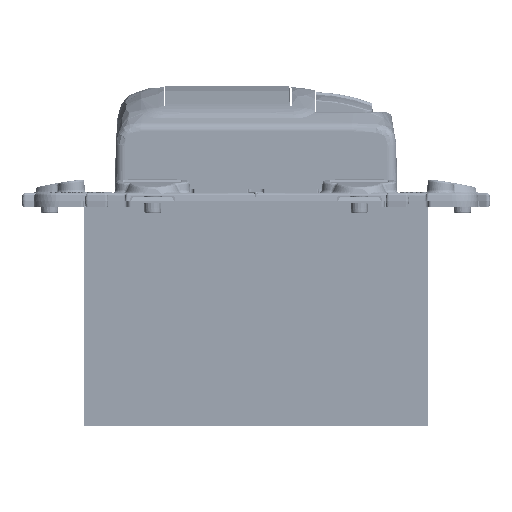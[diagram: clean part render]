
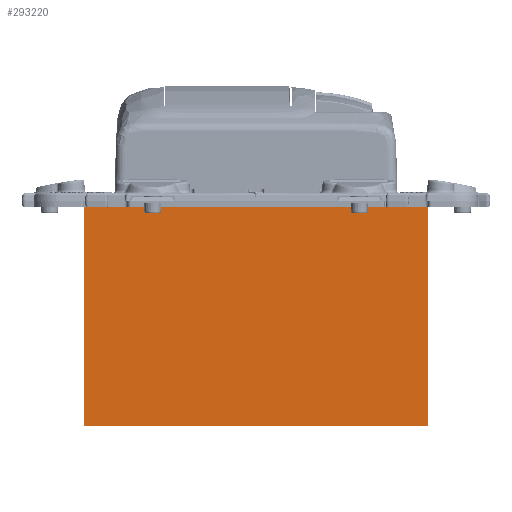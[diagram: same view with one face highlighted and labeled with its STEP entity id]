
A CAD part, left-side view. The second image highlights one B-rep face of the part: STEP entity #293220.
In plain terms, the highlighted planar face has unit normal (-1, 0, 0).
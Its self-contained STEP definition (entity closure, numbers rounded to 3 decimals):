
#293198=AXIS2_PLACEMENT_3D('Plane Axis2P3D',#293195,#293196,#293197) ;
#10006=CARTESIAN_POINT('Vertex',(-27.5,9.38,0.)) ;
#10027=CARTESIAN_POINT('Vertex',(-27.5,4.117,0.)) ;
#12003=CARTESIAN_POINT('Vertex',(-27.5,27.5,0.)) ;
#12006=CARTESIAN_POINT('Line Origine',(-27.5,18.44,0.)) ;
#12011=CARTESIAN_POINT('Line Origine',(-27.5,-11.692,0.)) ;
#12015=CARTESIAN_POINT('Vertex',(-27.5,-27.5,0.)) ;
#129043=CARTESIAN_POINT('Line Origine',(-27.5,6.749,0.)) ;
#293168=CARTESIAN_POINT('Vertex',(-27.5,27.5,-35.)) ;
#293171=CARTESIAN_POINT('Line Origine',(-27.5,27.5,-17.5)) ;
#293195=CARTESIAN_POINT('Axis2P3D Location',(-27.5,-27.5,0.)) ;
#293200=CARTESIAN_POINT('Line Origine',(-27.5,0.,-35.)) ;
#293204=CARTESIAN_POINT('Vertex',(-27.5,-27.5,-35.)) ;
#293207=CARTESIAN_POINT('Line Origine',(-27.5,-27.5,-17.5)) ;
#12007=DIRECTION('Vector Direction',(0.,1.,0.)) ;
#12012=DIRECTION('Vector Direction',(0.,1.,0.)) ;
#129044=DIRECTION('Vector Direction',(0.,1.,0.)) ;
#293172=DIRECTION('Vector Direction',(0.,0.,-1.)) ;
#293196=DIRECTION('Axis2P3D Direction',(-1.,0.,0.)) ;
#293197=DIRECTION('Axis2P3D XDirection',(0.,1.,0.)) ;
#293201=DIRECTION('Vector Direction',(0.,1.,0.)) ;
#293208=DIRECTION('Vector Direction',(0.,0.,-1.)) ;
#12008=VECTOR('Line Direction',#12007,1.) ;
#12013=VECTOR('Line Direction',#12012,1.) ;
#129045=VECTOR('Line Direction',#129044,1.) ;
#293173=VECTOR('Line Direction',#293172,1.) ;
#293202=VECTOR('Line Direction',#293201,1.) ;
#293209=VECTOR('Line Direction',#293208,1.) ;
#293213=ORIENTED_EDGE('',*,*,#293206,.T.) ;
#293214=ORIENTED_EDGE('',*,*,#293211,.F.) ;
#293215=ORIENTED_EDGE('',*,*,#12017,.F.) ;
#293216=ORIENTED_EDGE('',*,*,#129047,.F.) ;
#293217=ORIENTED_EDGE('',*,*,#12010,.F.) ;
#293218=ORIENTED_EDGE('',*,*,#293175,.T.) ;
#293220=ADVANCED_FACE('PartBody',(#293219),#293199,.T.) ;
#12010=EDGE_CURVE('',#12004,#10007,#12009,.F.) ;
#12017=EDGE_CURVE('',#10028,#12016,#12014,.F.) ;
#129047=EDGE_CURVE('',#10007,#10028,#129046,.F.) ;
#293175=EDGE_CURVE('',#12004,#293169,#293174,.T.) ;
#293206=EDGE_CURVE('',#293169,#293205,#293203,.F.) ;
#293211=EDGE_CURVE('',#12016,#293205,#293210,.T.) ;
#293212=EDGE_LOOP('',(#293213,#293214,#293215,#293216,#293217,#293218)) ;
#293219=FACE_OUTER_BOUND('',#293212,.T.) ;
#12009=LINE('Line',#12006,#12008) ;
#12014=LINE('Line',#12011,#12013) ;
#129046=LINE('Line',#129043,#129045) ;
#293174=LINE('Line',#293171,#293173) ;
#293203=LINE('Line',#293200,#293202) ;
#293210=LINE('Line',#293207,#293209) ;
#293199=PLANE('',#293198) ;
#10007=VERTEX_POINT('',#10006) ;
#10028=VERTEX_POINT('',#10027) ;
#12004=VERTEX_POINT('',#12003) ;
#12016=VERTEX_POINT('',#12015) ;
#293169=VERTEX_POINT('',#293168) ;
#293205=VERTEX_POINT('',#293204) ;
